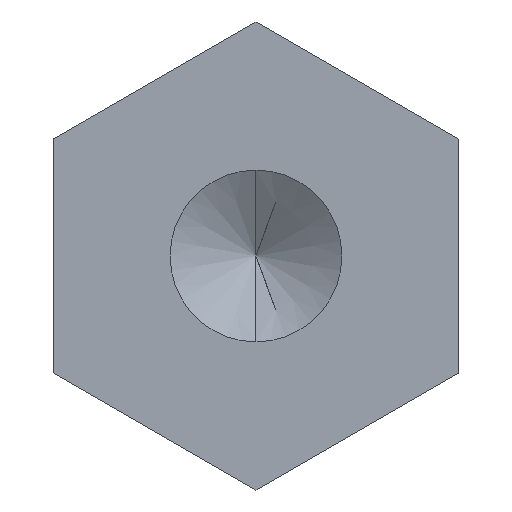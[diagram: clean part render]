
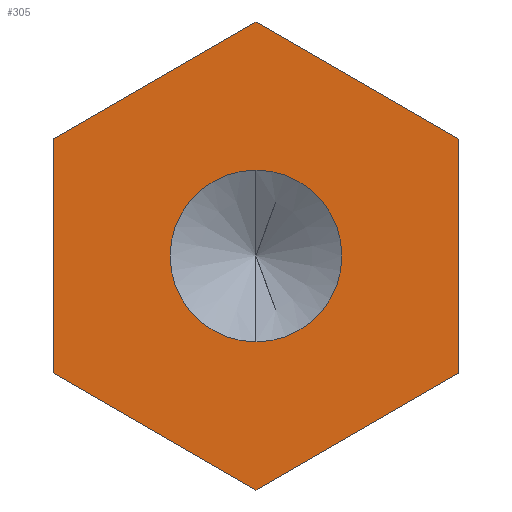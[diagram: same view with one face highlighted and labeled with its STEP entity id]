
A CAD part, left-side view. The second image highlights one B-rep face of the part: STEP entity #305.
In plain terms, the highlighted planar face has unit normal (-1, 0, 0).
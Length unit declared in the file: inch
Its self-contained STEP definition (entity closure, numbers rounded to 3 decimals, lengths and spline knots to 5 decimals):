
#2 = LINE ( 'NONE', #478, #363 ) ;
#7 = EDGE_CURVE ( 'NONE', #236, #68, #2, .T. ) ;
#11 = VECTOR ( 'NONE', #258, 39.37008 ) ;
#24 = PLANE ( 'NONE',  #354 ) ;
#31 = ORIENTED_EDGE ( 'NONE', *, *, #496, .F. ) ;
#37 = CARTESIAN_POINT ( 'NONE',  ( -1.5, 0., 0. ) ) ;
#42 = EDGE_LOOP ( 'NONE', ( #473, #56, #427, #437, #415, #31 ) ) ;
#51 = DIRECTION ( 'NONE',  ( 0., 0., -1. ) ) ;
#52 = VECTOR ( 'NONE', #63, 39.37008 ) ;
#56 = ORIENTED_EDGE ( 'NONE', *, *, #7, .F. ) ;
#58 = CARTESIAN_POINT ( 'NONE',  ( -1.5, 0.1875, 0.10825 ) ) ;
#61 = FACE_BOUND ( 'NONE', #508, .T. ) ;
#62 = VECTOR ( 'NONE', #484, 39.37008 ) ;
#63 = DIRECTION ( 'NONE',  ( 0., -0.866, 0.5 ) ) ;
#68 = VERTEX_POINT ( 'NONE', #119 ) ;
#71 = EDGE_CURVE ( 'NONE', #388, #236, #281, .T. ) ;
#78 = VECTOR ( 'NONE', #136, 39.37008 ) ;
#93 = CARTESIAN_POINT ( 'NONE',  ( -1.5, 0., 0.0795 ) ) ;
#97 = CARTESIAN_POINT ( 'NONE',  ( -1.5, 0.1875, -0.10825 ) ) ;
#119 = CARTESIAN_POINT ( 'NONE',  ( -1.5, -0.1875, -0.10825 ) ) ;
#131 = EDGE_CURVE ( 'NONE', #68, #319, #333, .T. ) ;
#136 = DIRECTION ( 'NONE',  ( 0., 0.866, -0.5 ) ) ;
#158 = CARTESIAN_POINT ( 'NONE',  ( -1.5, 0., 0.21651 ) ) ;
#164 = VERTEX_POINT ( 'NONE', #458 ) ;
#177 = CARTESIAN_POINT ( 'NONE',  ( -1.5, 0.1875, -0.10825 ) ) ;
#182 = CARTESIAN_POINT ( 'NONE',  ( -1.5, 0., 0.21651 ) ) ;
#190 = DIRECTION ( 'NONE',  ( -1., 0., 0. ) ) ;
#193 = VERTEX_POINT ( 'NONE', #93 ) ;
#198 = EDGE_CURVE ( 'NONE', #512, #388, #416, .T. ) ;
#199 = CARTESIAN_POINT ( 'NONE',  ( -1.5, 0.1875, 0.10825 ) ) ;
#200 = DIRECTION ( 'NONE',  ( 0., -0.866, -0.5 ) ) ;
#204 = ORIENTED_EDGE ( 'NONE', *, *, #245, .F. ) ;
#209 = CARTESIAN_POINT ( 'NONE',  ( -1.5, -0.1875, 0.10825 ) ) ;
#219 = CARTESIAN_POINT ( 'NONE',  ( -1.5, 0., 0. ) ) ;
#228 = ORIENTED_EDGE ( 'NONE', *, *, #369, .F. ) ;
#236 = VERTEX_POINT ( 'NONE', #209 ) ;
#245 = EDGE_CURVE ( 'NONE', #164, #193, #381, .T. ) ;
#258 = DIRECTION ( 'NONE',  ( 0., 0., 1. ) ) ;
#266 = CARTESIAN_POINT ( 'NONE',  ( -1.5, 0., -0.21651 ) ) ;
#281 = LINE ( 'NONE', #158, #336 ) ;
#288 = CARTESIAN_POINT ( 'NONE',  ( -1.5, 0., -0.21651 ) ) ;
#290 = DIRECTION ( 'NONE',  ( 0., 0., 1. ) ) ;
#294 = EDGE_CURVE ( 'NONE', #391, #512, #342, .T. ) ;
#300 = CIRCLE ( 'NONE', #345, 0.0795 ) ;
#305 = ADVANCED_FACE ( 'NONE', ( #61, #383 ), #24, .F. ) ;
#308 = AXIS2_PLACEMENT_3D ( 'NONE', #219, #492, #290 ) ;
#313 = DIRECTION ( 'NONE',  ( 1., 0., 0. ) ) ;
#319 = VERTEX_POINT ( 'NONE', #266 ) ;
#333 = LINE ( 'NONE', #452, #78 ) ;
#336 = VECTOR ( 'NONE', #200, 39.37008 ) ;
#342 = LINE ( 'NONE', #97, #11 ) ;
#345 = AXIS2_PLACEMENT_3D ( 'NONE', #399, #190, #356 ) ;
#354 = AXIS2_PLACEMENT_3D ( 'NONE', #37, #313, #430 ) ;
#356 = DIRECTION ( 'NONE',  ( 0., 0., 1. ) ) ;
#363 = VECTOR ( 'NONE', #51, 39.37008 ) ;
#369 = EDGE_CURVE ( 'NONE', #193, #164, #300, .T. ) ;
#381 = CIRCLE ( 'NONE', #308, 0.0795 ) ;
#383 = FACE_OUTER_BOUND ( 'NONE', #42, .T. ) ;
#388 = VERTEX_POINT ( 'NONE', #182 ) ;
#391 = VERTEX_POINT ( 'NONE', #177 ) ;
#399 = CARTESIAN_POINT ( 'NONE',  ( -1.5, 0., 0. ) ) ;
#410 = LINE ( 'NONE', #288, #62 ) ;
#415 = ORIENTED_EDGE ( 'NONE', *, *, #294, .F. ) ;
#416 = LINE ( 'NONE', #58, #52 ) ;
#427 = ORIENTED_EDGE ( 'NONE', *, *, #71, .F. ) ;
#430 = DIRECTION ( 'NONE',  ( 0., 0., -1. ) ) ;
#437 = ORIENTED_EDGE ( 'NONE', *, *, #198, .F. ) ;
#452 = CARTESIAN_POINT ( 'NONE',  ( -1.5, -0.1875, -0.10825 ) ) ;
#458 = CARTESIAN_POINT ( 'NONE',  ( -1.5, 0., -0.0795 ) ) ;
#473 = ORIENTED_EDGE ( 'NONE', *, *, #131, .F. ) ;
#478 = CARTESIAN_POINT ( 'NONE',  ( -1.5, -0.1875, 0.10825 ) ) ;
#484 = DIRECTION ( 'NONE',  ( 0., 0.866, 0.5 ) ) ;
#492 = DIRECTION ( 'NONE',  ( -1., 0., 0. ) ) ;
#496 = EDGE_CURVE ( 'NONE', #319, #391, #410, .T. ) ;
#508 = EDGE_LOOP ( 'NONE', ( #228, #204 ) ) ;
#512 = VERTEX_POINT ( 'NONE', #199 ) ;
